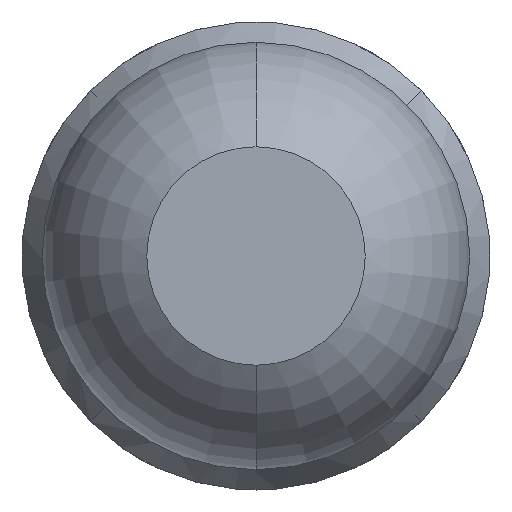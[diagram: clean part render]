
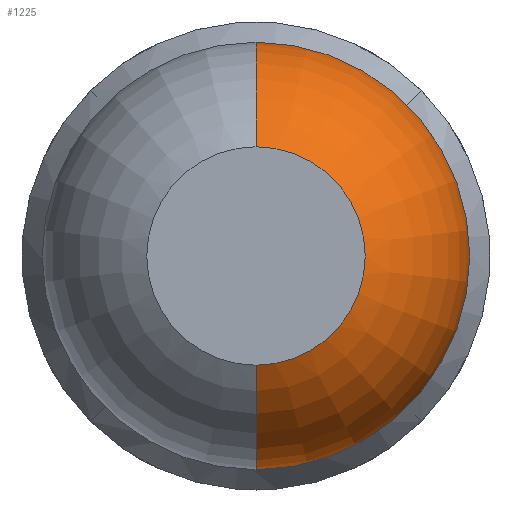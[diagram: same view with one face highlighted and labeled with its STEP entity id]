
A CAD part, front view. The second image highlights one B-rep face of the part: STEP entity #1225.
In plain terms, the highlighted toroidal (fillet/blend) face has major radius 0.035 mm and minor radius 0.65 mm.
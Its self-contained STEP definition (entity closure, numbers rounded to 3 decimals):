
#92 = EDGE_CURVE ( 'Defeature ausgef�hrt2_18+Defeature ausgef�hrt2_4+Defeature ausgef�hrt2_4+Defeature ausgef�hrt2_4', #134, #1825, #456, .T. ) ;
#134 = VERTEX_POINT ( 'NONE', #3017 ) ;
#187 = CIRCLE ( 'NONE', #747, 0.65 ) ;
#456 = CIRCLE ( 'NONE', #2303, 0.35 ) ;
#747 = AXIS2_PLACEMENT_3D ( 'NONE', #3050, #1736, #1691 ) ;
#807 = EDGE_LOOP ( 'NONE', ( #1490, #2650, #4101, #1693 ) ) ;
#920 = CARTESIAN_POINT ( 'NONE',  ( 0., -24.431, -0.685 ) ) ;
#1036 = CARTESIAN_POINT ( 'NONE',  ( 0., -24.431, 0. ) ) ;
#1080 = CARTESIAN_POINT ( 'NONE',  ( 0., -25., 0. ) ) ;
#1093 = DIRECTION ( 'NONE',  ( 0., 0., -1. ) ) ;
#1225 = ADVANCED_FACE ( 'Defeature ausgef�hrt2_4', ( #1464 ), #3888, .T. ) ;
#1464 = FACE_OUTER_BOUND ( 'NONE', #807, .T. ) ;
#1490 = ORIENTED_EDGE ( 'NONE', *, *, #3146, .T. ) ;
#1601 = CIRCLE ( 'NONE', #3387, 0.65 ) ;
#1691 = DIRECTION ( 'NONE',  ( 0., 0., 1. ) ) ;
#1693 = ORIENTED_EDGE ( 'NONE', *, *, #3592, .F. ) ;
#1727 = DIRECTION ( 'NONE',  ( 0., -1., 0. ) ) ;
#1736 = DIRECTION ( 'NONE',  ( -1., 0., 0. ) ) ;
#1825 = VERTEX_POINT ( 'NONE', #2545 ) ;
#2086 = DIRECTION ( 'NONE',  ( 0., 0., -1. ) ) ;
#2303 = AXIS2_PLACEMENT_3D ( 'NONE', #1080, #1727, #1093 ) ;
#2369 = EDGE_CURVE ( 'NONE', #3342, #1825, #1601, .T. ) ;
#2545 = CARTESIAN_POINT ( 'NONE',  ( 0., -25., 0.35 ) ) ;
#2650 = ORIENTED_EDGE ( 'NONE', *, *, #2369, .T. ) ;
#2672 = DIRECTION ( 'NONE',  ( 0., -1., 0. ) ) ;
#2935 = AXIS2_PLACEMENT_3D ( 'NONE', #4063, #3461, #2086 ) ;
#3017 = CARTESIAN_POINT ( 'NONE',  ( 0., -25., -0.35 ) ) ;
#3034 = CIRCLE ( 'NONE', #2935, 0.685 ) ;
#3050 = CARTESIAN_POINT ( 'NONE',  ( 0., -24.431, -0.035 ) ) ;
#3111 = AXIS2_PLACEMENT_3D ( 'NONE', #1036, #2672, #3314 ) ;
#3146 = EDGE_CURVE ( 'Defeature ausgef�hrt2_4+Defeature ausgef�hrt2_5+Defeature ausgef�hrt2_5+Defeature ausgef�hrt2_5', #3869, #3342, #3034, .T. ) ;
#3314 = DIRECTION ( 'NONE',  ( 0., 0., -1. ) ) ;
#3342 = VERTEX_POINT ( 'NONE', #4120 ) ;
#3387 = AXIS2_PLACEMENT_3D ( 'NONE', #3846, #4184, #3547 ) ;
#3461 = DIRECTION ( 'NONE',  ( 0., -1., 0. ) ) ;
#3547 = DIRECTION ( 'NONE',  ( 0., 0., -1. ) ) ;
#3592 = EDGE_CURVE ( 'NONE', #3869, #134, #187, .T. ) ;
#3846 = CARTESIAN_POINT ( 'NONE',  ( 0., -24.431, 0.035 ) ) ;
#3869 = VERTEX_POINT ( 'NONE', #920 ) ;
#3888 = TOROIDAL_SURFACE ( 'NONE', #3111, 0.035, 0.65 ) ;
#4063 = CARTESIAN_POINT ( 'NONE',  ( 0., -24.431, 0. ) ) ;
#4101 = ORIENTED_EDGE ( 'NONE', *, *, #92, .F. ) ;
#4120 = CARTESIAN_POINT ( 'NONE',  ( 0., -24.431, 0.685 ) ) ;
#4184 = DIRECTION ( 'NONE',  ( 1., 0., 0. ) ) ;
